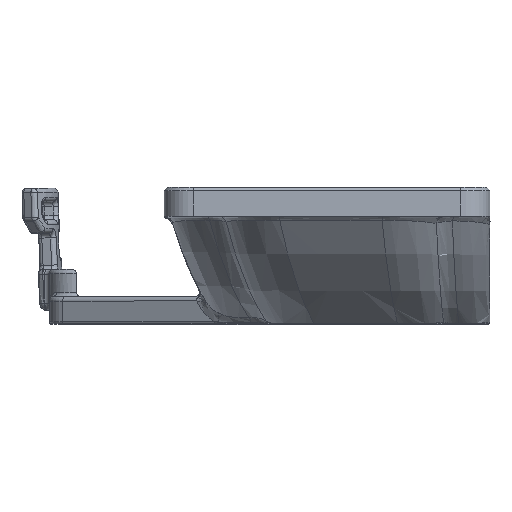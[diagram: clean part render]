
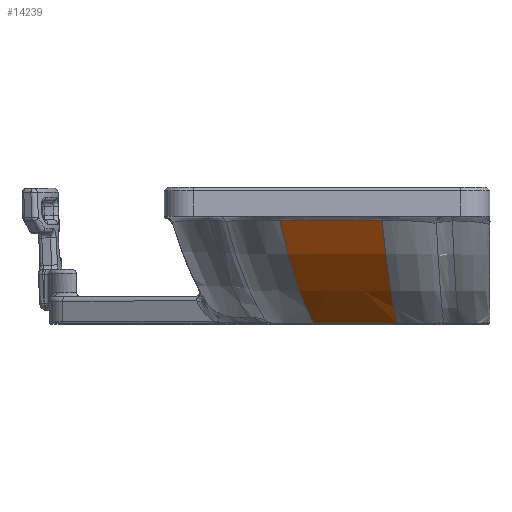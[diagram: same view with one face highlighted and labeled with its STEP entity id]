
A CAD part, top view. The second image highlights one B-rep face of the part: STEP entity #14239.
In plain terms, the highlighted free-form (B-spline) face has degree [3, 3] with [4, 4] control points.
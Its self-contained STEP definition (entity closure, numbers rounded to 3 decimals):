
#2279=FACE_OUTER_BOUND('',#3208,.T.);
#3208=EDGE_LOOP('',(#11985,#11986,#11987,#11988));
#3639=B_SPLINE_CURVE_WITH_KNOTS('',3,(#23164,#23165,#23166,#23167),
 .UNSPECIFIED.,.F.,.F.,(4,4),(0.,1.131),.UNSPECIFIED.);
#3724=B_SPLINE_CURVE_WITH_KNOTS('',3,(#25756,#25757,#25758,#25759),
 .UNSPECIFIED.,.F.,.F.,(4,4),(0.,0.923),.UNSPECIFIED.);
#4258=B_SPLINE_CURVE_WITH_KNOTS('',3,(#45299,#45300,#45301,#45302),
 .UNSPECIFIED.,.F.,.F.,(4,4),(0.369,0.999),
 .UNSPECIFIED.);
#4264=B_SPLINE_CURVE_WITH_KNOTS('',3,(#45440,#45441,#45442,#45443),
 .UNSPECIFIED.,.F.,.F.,(4,4),(0.369,0.999),
 .UNSPECIFIED.);
#5371=VERTEX_POINT('',#23136);
#5373=VERTEX_POINT('',#23162);
#5481=VERTEX_POINT('',#25726);
#5483=VERTEX_POINT('',#25754);
#6793=EDGE_CURVE('',#5373,#5371,#3639,.T.);
#6966=EDGE_CURVE('',#5483,#5481,#3724,.T.);
#8049=EDGE_CURVE('',#5373,#5481,#4258,.T.);
#8055=EDGE_CURVE('',#5371,#5483,#4264,.T.);
#11985=ORIENTED_EDGE('',*,*,#6793,.F.);
#11986=ORIENTED_EDGE('',*,*,#8049,.T.);
#11987=ORIENTED_EDGE('',*,*,#6966,.F.);
#11988=ORIENTED_EDGE('',*,*,#8055,.F.);
#13458=B_SPLINE_SURFACE_WITH_KNOTS('',3,3,((#45444,#45445,#45446,#45447),
(#45448,#45449,#45450,#45451),(#45452,#45453,#45454,#45455),(#45456,#45457,
#45458,#45459)),.UNSPECIFIED.,.F.,.F.,.F.,(4,4),(4,4),(0.,
1.),(0.369,0.999),.UNSPECIFIED.);
#14239=ADVANCED_FACE('',(#2279),#13458,.T.);
#23136=CARTESIAN_POINT('',(2.064,11.376,12.98));
#23162=CARTESIAN_POINT('',(-9.238,11.377,12.98));
#23164=CARTESIAN_POINT('Ctrl Pts',(-9.238,11.377,12.98));
#23165=CARTESIAN_POINT('Ctrl Pts',(-5.477,11.373,12.995));
#23166=CARTESIAN_POINT('Ctrl Pts',(-1.698,11.374,12.996));
#23167=CARTESIAN_POINT('Ctrl Pts',(2.064,11.376,12.98));
#25726=CARTESIAN_POINT('',(-5.475,0.021,-0.078));
#25754=CARTESIAN_POINT('',(3.758,0.021,-0.078));
#25756=CARTESIAN_POINT('Ctrl Pts',(3.758,0.021,
-0.078));
#25757=CARTESIAN_POINT('Ctrl Pts',(0.68,0.021,
-0.078));
#25758=CARTESIAN_POINT('Ctrl Pts',(-2.398,0.021,
-0.078));
#25759=CARTESIAN_POINT('Ctrl Pts',(-5.475,0.021,
-0.078));
#45299=CARTESIAN_POINT('Ctrl Pts',(-9.238,11.377,12.98));
#45300=CARTESIAN_POINT('Ctrl Pts',(-8.561,8.044,10.63));
#45301=CARTESIAN_POINT('Ctrl Pts',(-7.307,3.175,6.277));
#45302=CARTESIAN_POINT('Ctrl Pts',(-5.475,0.021,
-0.078));
#45440=CARTESIAN_POINT('Ctrl Pts',(2.064,11.376,12.98));
#45441=CARTESIAN_POINT('Ctrl Pts',(2.369,8.043,10.629));
#45442=CARTESIAN_POINT('Ctrl Pts',(2.933,3.174,6.277));
#45443=CARTESIAN_POINT('Ctrl Pts',(3.758,0.021,
-0.078));
#45444=CARTESIAN_POINT('Ctrl Pts',(2.064,11.377,12.98));
#45445=CARTESIAN_POINT('Ctrl Pts',(2.369,8.044,10.63));
#45446=CARTESIAN_POINT('Ctrl Pts',(2.933,3.175,6.277));
#45447=CARTESIAN_POINT('Ctrl Pts',(3.758,0.021,
-0.078));
#45448=CARTESIAN_POINT('Ctrl Pts',(-0.53,11.377,
12.992));
#45449=CARTESIAN_POINT('Ctrl Pts',(-0.159,8.044,
10.651));
#45450=CARTESIAN_POINT('Ctrl Pts',(0.535,3.175,6.306));
#45451=CARTESIAN_POINT('Ctrl Pts',(1.577,0.021,
-0.078));
#45452=CARTESIAN_POINT('Ctrl Pts',(-6.645,11.377,12.992));
#45453=CARTESIAN_POINT('Ctrl Pts',(-6.033,8.044,10.651));
#45454=CARTESIAN_POINT('Ctrl Pts',(-4.909,3.175,6.306));
#45455=CARTESIAN_POINT('Ctrl Pts',(-3.295,0.021,
-0.078));
#45456=CARTESIAN_POINT('Ctrl Pts',(-9.239,11.377,12.98));
#45457=CARTESIAN_POINT('Ctrl Pts',(-8.561,8.044,10.63));
#45458=CARTESIAN_POINT('Ctrl Pts',(-7.307,3.175,6.277));
#45459=CARTESIAN_POINT('Ctrl Pts',(-5.475,0.021,
-0.078));
